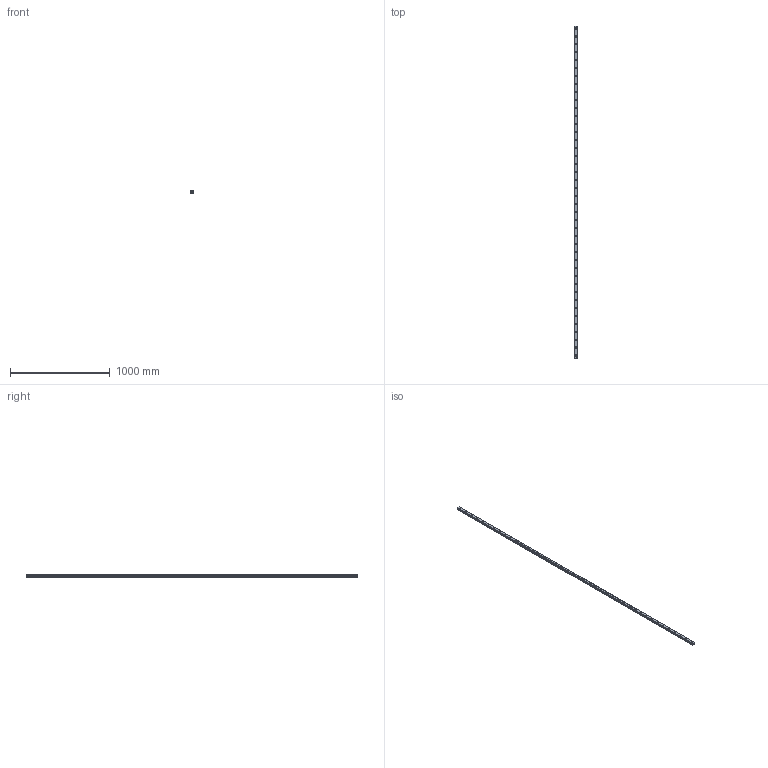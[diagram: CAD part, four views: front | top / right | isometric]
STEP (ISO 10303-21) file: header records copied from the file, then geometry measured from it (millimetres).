
FILE_DESCRIPTION(('STEP AP214'),'1');
FILE_NAME('cctmp_8C3E176E-E536-4892-8B4E-0C43BD250304_2021_02_10_12_59_15_0886..stp','2021-02-10T11:59:16',('HIWIN GmbH'),('CADClick - www.CADClick.com'),'Spatial InterOp 3D',' ','unknown authorization');
FILE_SCHEMA(('AUTOMOTIVE_DESIGN'));
Length unit declared in the file: millimetre
Products named in the file (1): EGR30R3330C_FILE
Bounding box: 28 x 3330 x 23 mm (x, y, z)
Volume: 1861233.1 mm3; surface area: 373988.4 mm2
Topology: 1 solids, 1 shells, 481 faces, 1047 edges, 698 vertices
Faces by surface type: cylinder 270, plane 211
Entity records: 17253 total; most frequent: DIRECTION 2551, CARTESIAN_POINT 2227, ORIENTED_EDGE 2094, EDGE_CURVE 1047, AXIS2_PLACEMENT_3D 1022, VERTEX_POINT 698, EDGE_LOOP 611, CIRCLE 540
